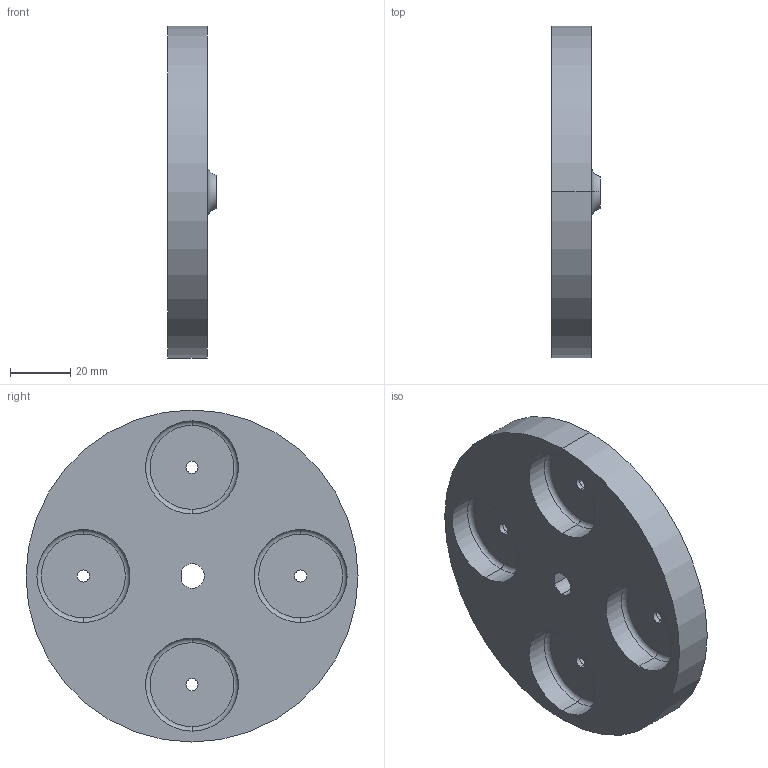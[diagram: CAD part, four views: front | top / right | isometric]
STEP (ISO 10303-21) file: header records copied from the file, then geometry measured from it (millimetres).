
FILE_DESCRIPTION (( 'STEP AP203' ), '1' );
FILE_NAME ('Disk_V3_Recent_Direct_Attachment_sldprt.STEP', '2022-11-11T17:52:51', ( '' ), ( '' ), 'SwSTEP 2.0', 'SolidWorks 2022', '' );
FILE_SCHEMA (( 'CONFIG_CONTROL_DESIGN' ));
Length unit declared in the file: millimetre
Products named in the file (1): Disk_V3_Recent_Direct_Attachment_sldprt
Bounding box: 16 x 110 x 110 mm (x, y, z)
Volume: 97154.9 mm3; surface area: 27180.6 mm2
Topology: 1 solids, 1 shells, 69 faces, 166 edges, 108 vertices
Faces by surface type: plane 36, cylinder 22, torus 11
Entity records: 2137 total; most frequent: DIRECTION 370, CARTESIAN_POINT 366, ORIENTED_EDGE 332, EDGE_CURVE 166, AXIS2_PLACEMENT_3D 136, VERTEX_POINT 108, LINE 98, VECTOR 98
